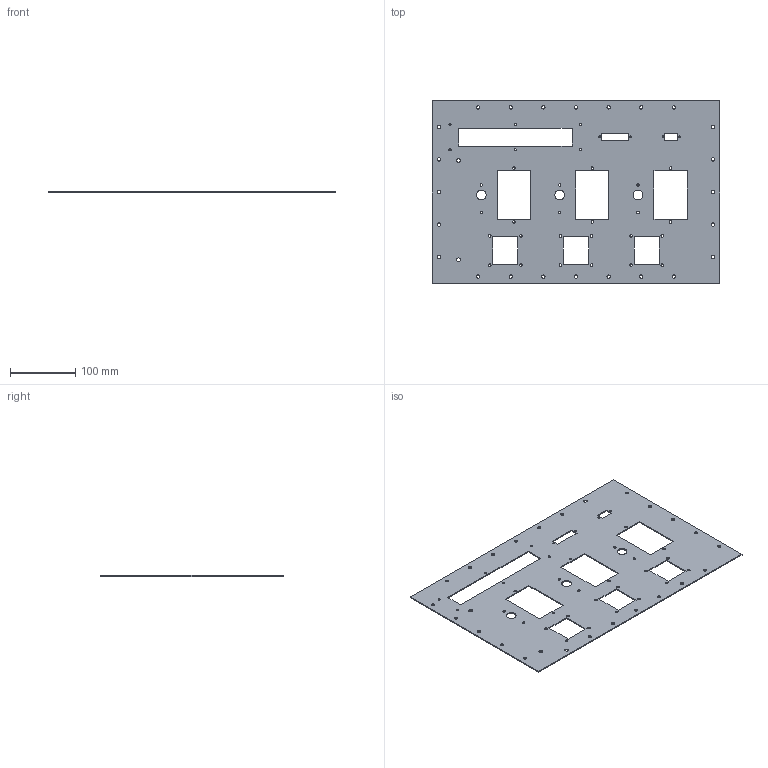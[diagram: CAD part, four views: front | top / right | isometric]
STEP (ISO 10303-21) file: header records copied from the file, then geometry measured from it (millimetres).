
FILE_DESCRIPTION(('FreeCAD Model'),'2;1');
FILE_NAME('Open CASCADE Shape Model','2023-07-31T08:05:52',(''),(''), 'Open CASCADE STEP processor 7.5','FreeCAD','Unknown');
FILE_SCHEMA(('AUTOMOTIVE_DESIGN { 1 0 10303 214 1 1 1 1 }'));
Length unit declared in the file: millimetre
Products named in the file (1): frontpanel2
Bounding box: 440 x 279.4 x 1.57 mm (x, y, z)
Volume: 157077.1 mm3; surface area: 206130.8 mm2
Topology: 1 solids, 1 shells, 105 faces, 309 edges, 206 vertices
Faces by surface type: cylinder 63, plane 42
Full cylindrical faces by diameter (mm): 3.11 x4, 3.4 x6, 3.706 x6, 4 x18, 5.22 x24, 5.9 x2, 14.99 x3
Entity records: 3859 total; most frequent: DIRECTION 647, CARTESIAN_POINT 621, ORIENTED_EDGE 618, EDGE_CURVE 309, FACE_BOUND 249, EDGE_LOOP 249, AXIS2_PLACEMENT_3D 232, VERTEX_POINT 206
